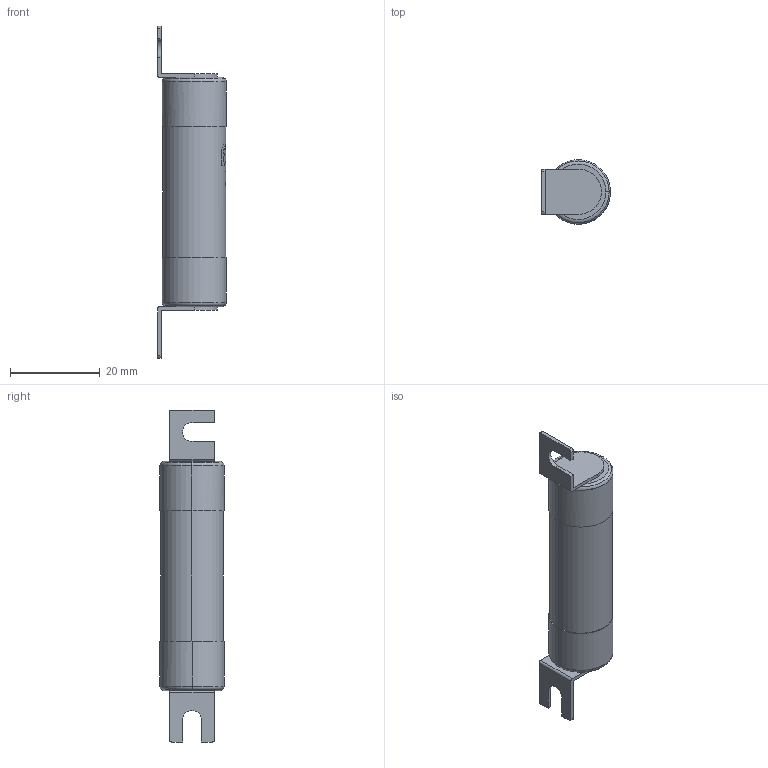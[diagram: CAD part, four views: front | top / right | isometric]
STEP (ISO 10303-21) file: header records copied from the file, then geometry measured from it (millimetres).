
FILE_DESCRIPTION((''),'2;1');
FILE_NAME('CH14X51_SU_ASM','2021-05-13T',('marketing.praksa'),('Audax d.o.o.'),'CREO PARAMETRIC BY PTC INC, 2017480','CREO PARAMETRIC BY PTC INC, 2017480','');
FILE_SCHEMA(('AUTOMOTIVE_DESIGN { 1 0 10303 214 1 1 1 1 }'));
Length unit declared in the file: millimetre
Products named in the file (7): 1A6_1; 378_1; 39B_1; 3D5_1; PRT9553; DFDF; CH14X51_SU_ASM
Assembly tree (6 placements, depth 2):
  CH14X51_SU_ASM
    1A6_1
    378_1
    39B_1
    3D5_1
    PRT9553
    DFDF
Bounding box: 15.3 x 14.3 x 73.8 mm (x, y, z)
Volume: 8297 mm3; surface area: 5946.1 mm2
Topology: 8 solids, 8 shells, 161 faces, 456 edges, 315 vertices
Faces by surface type: plane 82, cylinder 71, torus 8
Entity records: 8664 total; most frequent: CARTESIAN_POINT 1479, ORIENTED_EDGE 912, DIRECTION 818, PRESENTATION_STYLE_ASSIGNMENT 625, STYLED_ITEM 625, CURVE_STYLE 456, EDGE_CURVE 456, VERTEX_POINT 315
